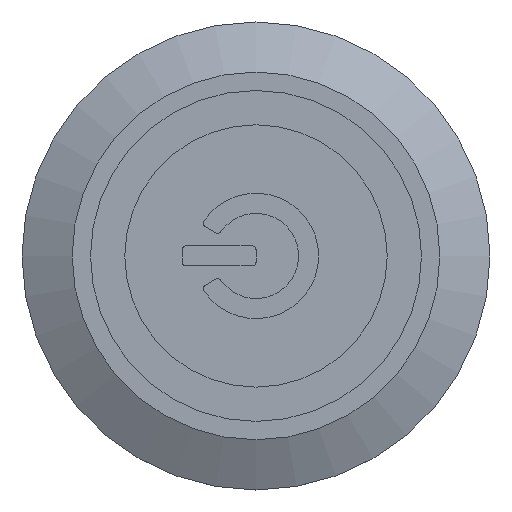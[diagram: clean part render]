
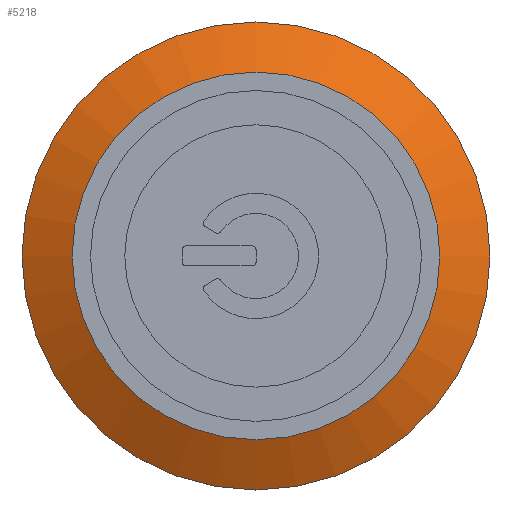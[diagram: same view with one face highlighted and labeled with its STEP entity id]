
A CAD part, top view. The second image highlights one B-rep face of the part: STEP entity #5218.
In plain terms, the highlighted conical face has half-angle 63.435 degrees and reference radius 12.5 mm.
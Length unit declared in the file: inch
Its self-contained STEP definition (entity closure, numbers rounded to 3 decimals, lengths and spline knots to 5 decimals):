
#16=CONICAL_SURFACE('',#5618,0.49213,1.107);
#639=FACE_OUTER_BOUND('',#949,.T.);
#949=EDGE_LOOP('',(#4877,#4878,#4879,#4880));
#1465=LINE('',#9024,#1973);
#1973=VECTOR('',#6882,0.49213);
#2124=CIRCLE('',#5617,0.55118);
#2125=CIRCLE('',#5619,0.43307);
#2622=VERTEX_POINT('',#9018);
#2623=VERTEX_POINT('',#9022);
#3374=EDGE_CURVE('',#2622,#2622,#2124,.T.);
#3376=EDGE_CURVE('',#2623,#2623,#2125,.T.);
#3377=EDGE_CURVE('',#2623,#2622,#1465,.T.);
#4877=ORIENTED_EDGE('',*,*,#3376,.F.);
#4878=ORIENTED_EDGE('',*,*,#3377,.T.);
#4879=ORIENTED_EDGE('',*,*,#3374,.T.);
#4880=ORIENTED_EDGE('',*,*,#3377,.F.);
#5218=ADVANCED_FACE('',(#639),#16,.T.);
#5617=AXIS2_PLACEMENT_3D('',#9019,#6875,#6876);
#5618=AXIS2_PLACEMENT_3D('',#9021,#6878,#6879);
#5619=AXIS2_PLACEMENT_3D('',#9023,#6880,#6881);
#6875=DIRECTION('center_axis',(0.,0.,1.));
#6876=DIRECTION('ref_axis',(0.,-1.,0.));
#6878=DIRECTION('center_axis',(0.,0.,-1.));
#6879=DIRECTION('ref_axis',(0.,-1.,0.));
#6880=DIRECTION('center_axis',(0.,0.,1.));
#6881=DIRECTION('ref_axis',(0.,-1.,0.));
#6882=DIRECTION('',(0.,0.894,-0.447));
#9018=CARTESIAN_POINT('',(0.,0.55118,0.01969));
#9019=CARTESIAN_POINT('Origin',(0.,0.,0.01969));
#9021=CARTESIAN_POINT('Origin',(0.,0.,0.04921));
#9022=CARTESIAN_POINT('',(0.,0.43307,0.07874));
#9023=CARTESIAN_POINT('Origin',(0.,0.,0.07874));
#9024=CARTESIAN_POINT('',(0.,0.49213,0.04921));
